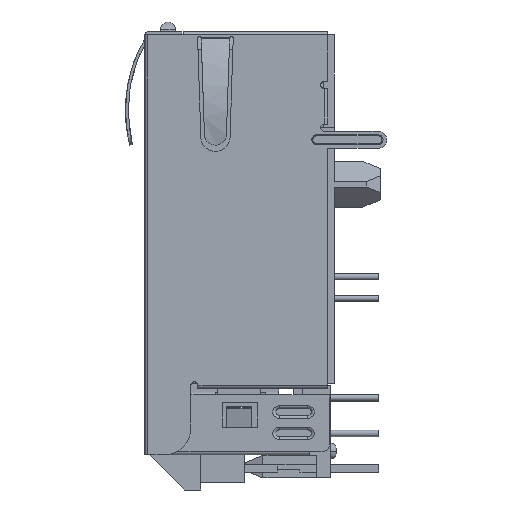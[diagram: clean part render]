
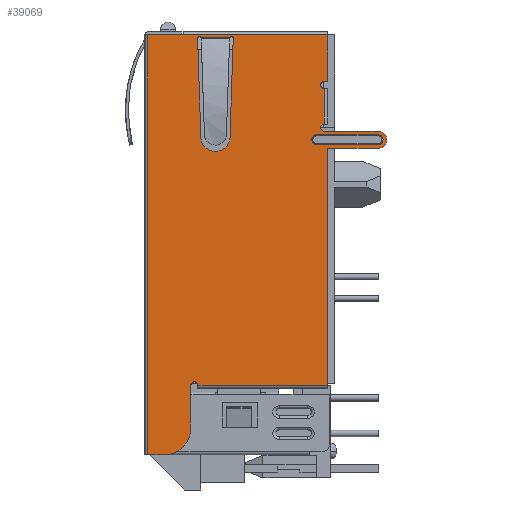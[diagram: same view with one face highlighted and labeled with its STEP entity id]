
A CAD part, left-side view. The second image highlights one B-rep face of the part: STEP entity #39069.
In plain terms, the highlighted planar face has unit normal (-1, 0, 0).
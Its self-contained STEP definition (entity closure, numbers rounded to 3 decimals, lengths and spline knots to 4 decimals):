
#1729=CIRCLE('',#42108,0.075);
#1733=CIRCLE('',#42115,0.01);
#1734=CIRCLE('',#42116,0.024);
#1735=CIRCLE('',#42117,0.01);
#1736=CIRCLE('',#42118,0.01);
#1737=CIRCLE('',#42119,0.014);
#1738=CIRCLE('',#42120,0.014);
#1739=CIRCLE('',#42121,0.005);
#1740=CIRCLE('',#42122,0.041);
#1741=CIRCLE('',#42123,0.005);
#9503=ORIENTED_EDGE('',*,*,#17086,.T.);
#9504=ORIENTED_EDGE('',*,*,#17087,.T.);
#9505=ORIENTED_EDGE('',*,*,#17088,.T.);
#9506=ORIENTED_EDGE('',*,*,#17089,.T.);
#9507=ORIENTED_EDGE('',*,*,#17090,.T.);
#9508=ORIENTED_EDGE('',*,*,#17091,.T.);
#9509=ORIENTED_EDGE('',*,*,#17092,.T.);
#9510=ORIENTED_EDGE('',*,*,#17093,.T.);
#9511=ORIENTED_EDGE('',*,*,#17094,.T.);
#9512=ORIENTED_EDGE('',*,*,#17095,.T.);
#9513=ORIENTED_EDGE('',*,*,#17096,.T.);
#9514=ORIENTED_EDGE('',*,*,#16982,.T.);
#9515=ORIENTED_EDGE('',*,*,#16980,.T.);
#9516=ORIENTED_EDGE('',*,*,#17097,.T.);
#9517=ORIENTED_EDGE('',*,*,#17084,.F.);
#9518=ORIENTED_EDGE('',*,*,#17074,.T.);
#9519=ORIENTED_EDGE('',*,*,#17072,.T.);
#9520=ORIENTED_EDGE('',*,*,#17098,.T.);
#9521=ORIENTED_EDGE('',*,*,#17099,.T.);
#9522=ORIENTED_EDGE('',*,*,#17100,.T.);
#9523=ORIENTED_EDGE('',*,*,#17101,.T.);
#9524=ORIENTED_EDGE('',*,*,#17102,.T.);
#9525=ORIENTED_EDGE('',*,*,#17103,.T.);
#9526=ORIENTED_EDGE('',*,*,#17104,.T.);
#9527=ORIENTED_EDGE('',*,*,#17105,.T.);
#9528=ORIENTED_EDGE('',*,*,#17106,.T.);
#9529=ORIENTED_EDGE('',*,*,#17107,.T.);
#16980=EDGE_CURVE('',#21366,#21365,#25445,.T.);
#16982=EDGE_CURVE('',#21367,#21366,#25446,.T.);
#17072=EDGE_CURVE('',#21428,#21427,#1729,.T.);
#17074=EDGE_CURVE('',#21429,#21428,#25509,.T.);
#17084=EDGE_CURVE('',#21429,#21438,#25516,.T.);
#17086=EDGE_CURVE('',#21427,#21439,#25518,.T.);
#17087=EDGE_CURVE('',#21439,#21440,#1733,.T.);
#17088=EDGE_CURVE('',#21440,#21441,#25519,.T.);
#17089=EDGE_CURVE('',#21441,#21442,#25520,.T.);
#17090=EDGE_CURVE('',#21442,#21443,#25521,.T.);
#17091=EDGE_CURVE('',#21443,#21444,#1734,.T.);
#17092=EDGE_CURVE('',#21444,#21445,#25522,.T.);
#17093=EDGE_CURVE('',#21445,#21446,#1735,.T.);
#17094=EDGE_CURVE('',#21446,#21447,#25523,.T.);
#17095=EDGE_CURVE('',#21447,#21448,#1736,.T.);
#17096=EDGE_CURVE('',#21448,#21367,#25524,.T.);
#17097=EDGE_CURVE('',#21365,#21438,#25525,.T.);
#17098=EDGE_CURVE('',#21449,#21450,#25526,.T.);
#17099=EDGE_CURVE('',#21450,#21451,#1737,.T.);
#17100=EDGE_CURVE('',#21451,#21452,#25527,.T.);
#17101=EDGE_CURVE('',#21452,#21449,#1738,.T.);
#17102=EDGE_CURVE('',#21453,#21454,#25528,.T.);
#17103=EDGE_CURVE('',#21454,#21455,#1739,.T.);
#17104=EDGE_CURVE('',#21455,#21456,#25529,.T.);
#17105=EDGE_CURVE('',#21456,#21457,#1740,.T.);
#17106=EDGE_CURVE('',#21457,#21458,#25530,.T.);
#17107=EDGE_CURVE('',#21458,#21453,#1741,.T.);
#21365=VERTEX_POINT('',#62164);
#21366=VERTEX_POINT('',#62168);
#21367=VERTEX_POINT('',#62172);
#21427=VERTEX_POINT('',#62449);
#21428=VERTEX_POINT('',#62451);
#21429=VERTEX_POINT('',#62455);
#21438=VERTEX_POINT('',#62475);
#21439=VERTEX_POINT('',#62479);
#21440=VERTEX_POINT('',#62481);
#21441=VERTEX_POINT('',#62483);
#21442=VERTEX_POINT('',#62485);
#21443=VERTEX_POINT('',#62487);
#21444=VERTEX_POINT('',#62489);
#21445=VERTEX_POINT('',#62491);
#21446=VERTEX_POINT('',#62493);
#21447=VERTEX_POINT('',#62495);
#21448=VERTEX_POINT('',#62497);
#21449=VERTEX_POINT('',#62501);
#21450=VERTEX_POINT('',#62502);
#21451=VERTEX_POINT('',#62504);
#21452=VERTEX_POINT('',#62506);
#21453=VERTEX_POINT('',#62509);
#21454=VERTEX_POINT('',#62510);
#21455=VERTEX_POINT('',#62512);
#21456=VERTEX_POINT('',#62514);
#21457=VERTEX_POINT('',#62516);
#21458=VERTEX_POINT('',#62518);
#25445=LINE('',#62167,#29766);
#25446=LINE('',#62171,#29767);
#25509=LINE('',#62454,#29830);
#25516=LINE('',#62474,#29837);
#25518=LINE('',#62478,#29839);
#25519=LINE('',#62482,#29840);
#25520=LINE('',#62484,#29841);
#25521=LINE('',#62486,#29842);
#25522=LINE('',#62490,#29843);
#25523=LINE('',#62494,#29844);
#25524=LINE('',#62498,#29845);
#25525=LINE('',#62499,#29846);
#25526=LINE('',#62500,#29847);
#25527=LINE('',#62505,#29848);
#25528=LINE('',#62508,#29849);
#25529=LINE('',#62513,#29850);
#25530=LINE('',#62517,#29851);
#29766=VECTOR('',#50385,39.3701);
#29767=VECTOR('',#50390,39.3701);
#29830=VECTOR('',#50561,39.3701);
#29837=VECTOR('',#50576,39.3701);
#29839=VECTOR('',#50580,39.3701);
#29840=VECTOR('',#50583,39.3701);
#29841=VECTOR('',#50584,39.3701);
#29842=VECTOR('',#50585,39.3701);
#29843=VECTOR('',#50588,39.3701);
#29844=VECTOR('',#50591,39.3701);
#29845=VECTOR('',#50594,39.3701);
#29846=VECTOR('',#50595,39.3701);
#29847=VECTOR('',#50596,39.3701);
#29848=VECTOR('',#50599,39.3701);
#29849=VECTOR('',#50602,39.3701);
#29850=VECTOR('',#50605,39.3701);
#29851=VECTOR('',#50608,39.3701);
#32982=EDGE_LOOP('',(#9503,#9504,#9505,#9506,#9507,#9508,#9509,#9510,#9511,
#9512,#9513,#9514,#9515,#9516,#9517,#9518,#9519));
#32983=EDGE_LOOP('',(#9520,#9521,#9522,#9523));
#32984=EDGE_LOOP('',(#9524,#9525,#9526,#9527,#9528,#9529));
#35390=FACE_BOUND('',#32982,.T.);
#35391=FACE_BOUND('',#32983,.T.);
#35392=FACE_BOUND('',#32984,.T.);
#37164=PLANE('',#42114);
#39069=ADVANCED_FACE('',(#35390,#35391,#35392),#37164,.F.);
#42108=AXIS2_PLACEMENT_3D('',#62450,#50556,#50557);
#42114=AXIS2_PLACEMENT_3D('',#62477,#50578,#50579);
#42115=AXIS2_PLACEMENT_3D('',#62480,#50581,#50582);
#42116=AXIS2_PLACEMENT_3D('',#62488,#50586,#50587);
#42117=AXIS2_PLACEMENT_3D('',#62492,#50589,#50590);
#42118=AXIS2_PLACEMENT_3D('',#62496,#50592,#50593);
#42119=AXIS2_PLACEMENT_3D('',#62503,#50597,#50598);
#42120=AXIS2_PLACEMENT_3D('',#62507,#50600,#50601);
#42121=AXIS2_PLACEMENT_3D('',#62511,#50603,#50604);
#42122=AXIS2_PLACEMENT_3D('',#62515,#50606,#50607);
#42123=AXIS2_PLACEMENT_3D('',#62519,#50609,#50610);
#50385=DIRECTION('',(0.,1.,0.));
#50390=DIRECTION('',(0.,0.,1.));
#50556=DIRECTION('',(-1.,0.,0.));
#50557=DIRECTION('',(0.,0.,-1.));
#50561=DIRECTION('',(0.,-1.,0.));
#50576=DIRECTION('',(0.,0.,1.));
#50578=DIRECTION('',(1.,0.,0.));
#50579=DIRECTION('',(0.,1.,0.));
#50580=DIRECTION('',(0.,0.,1.));
#50581=DIRECTION('',(1.,0.,0.));
#50582=DIRECTION('',(0.,0.,-1.));
#50583=DIRECTION('',(0.,-1.,0.));
#50584=DIRECTION('',(0.,0.,1.));
#50585=DIRECTION('',(0.,-1.,0.));
#50586=DIRECTION('',(-1.,0.,0.));
#50587=DIRECTION('',(0.,0.,-1.));
#50588=DIRECTION('',(0.,1.,0.));
#50589=DIRECTION('',(1.,0.,0.));
#50590=DIRECTION('',(0.,0.,-1.));
#50591=DIRECTION('',(0.,0.,1.));
#50592=DIRECTION('',(1.,0.,0.));
#50593=DIRECTION('',(0.,0.,-1.));
#50594=DIRECTION('',(0.,-1.,0.));
#50595=DIRECTION('',(0.,1.,0.));
#50596=DIRECTION('',(0.,1.,0.));
#50597=DIRECTION('',(1.,0.,0.));
#50598=DIRECTION('',(0.,0.,-1.));
#50599=DIRECTION('',(0.,-1.,0.));
#50600=DIRECTION('',(1.,0.,0.));
#50601=DIRECTION('',(0.,0.,-1.));
#50602=DIRECTION('',(0.,-1.,0.));
#50603=DIRECTION('',(1.,0.,0.));
#50604=DIRECTION('',(0.,0.,-1.));
#50605=DIRECTION('',(0.,0.032,-0.999));
#50606=DIRECTION('',(1.,0.,0.));
#50607=DIRECTION('',(0.,0.,-1.));
#50608=DIRECTION('',(0.,0.032,0.999));
#50609=DIRECTION('',(1.,0.,0.));
#50610=DIRECTION('',(0.,0.,-1.));
#62164=CARTESIAN_POINT('',(-0.319,0.385,-0.0002));
#62167=CARTESIAN_POINT('',(-0.319,-0.021,0.));
#62168=CARTESIAN_POINT('',(-0.319,-0.021,0.));
#62171=CARTESIAN_POINT('',(-0.319,-0.021,-0.59));
#62172=CARTESIAN_POINT('',(-0.319,-0.021,-0.131));
#62449=CARTESIAN_POINT('',(-0.319,0.364,-1.105));
#62450=CARTESIAN_POINT('',(-0.319,0.439,-1.105));
#62451=CARTESIAN_POINT('',(-0.319,0.439,-1.18));
#62454=CARTESIAN_POINT('',(-0.319,0.485,-1.18));
#62455=CARTESIAN_POINT('',(-0.319,0.485,-1.18));
#62474=CARTESIAN_POINT('',(-0.319,0.485,-1.18));
#62475=CARTESIAN_POINT('',(-0.319,0.485,-0.0004));
#62477=CARTESIAN_POINT('',(-0.319,0.1495,-0.59));
#62478=CARTESIAN_POINT('',(-0.319,0.364,-0.59));
#62479=CARTESIAN_POINT('',(-0.319,0.364,-0.985));
#62480=CARTESIAN_POINT('',(-0.319,0.354,-0.985));
#62481=CARTESIAN_POINT('',(-0.319,0.344,-0.985));
#62482=CARTESIAN_POINT('',(-0.319,0.344,-0.985));
#62483=CARTESIAN_POINT('',(-0.319,-0.021,-0.985));
#62484=CARTESIAN_POINT('',(-0.319,-0.021,-0.59));
#62485=CARTESIAN_POINT('',(-0.319,-0.021,-0.319));
#62486=CARTESIAN_POINT('',(-0.319,0.1495,-0.319));
#62487=CARTESIAN_POINT('',(-0.319,-0.162,-0.319));
#62488=CARTESIAN_POINT('',(-0.319,-0.162,-0.295));
#62489=CARTESIAN_POINT('',(-0.319,-0.162,-0.271));
#62490=CARTESIAN_POINT('',(-0.319,0.1495,-0.271));
#62491=CARTESIAN_POINT('',(-0.319,-0.011,-0.271));
#62492=CARTESIAN_POINT('',(-0.319,-0.011,-0.261));
#62493=CARTESIAN_POINT('',(-0.319,-0.011,-0.251));
#62494=CARTESIAN_POINT('',(-0.319,-0.011,-0.251));
#62495=CARTESIAN_POINT('',(-0.319,-0.011,-0.151));
#62496=CARTESIAN_POINT('',(-0.319,-0.011,-0.141));
#62497=CARTESIAN_POINT('',(-0.319,-0.011,-0.131));
#62498=CARTESIAN_POINT('',(-0.319,0.1495,-0.131));
#62499=CARTESIAN_POINT('',(-0.319,0.435,-0.0004));
#62500=CARTESIAN_POINT('',(-0.319,0.1495,-0.309));
#62501=CARTESIAN_POINT('',(-0.319,-0.162,-0.309));
#62502=CARTESIAN_POINT('',(-0.319,0.01,-0.309));
#62503=CARTESIAN_POINT('',(-0.319,0.01,-0.295));
#62504=CARTESIAN_POINT('',(-0.319,0.01,-0.281));
#62505=CARTESIAN_POINT('',(-0.319,0.1495,-0.281));
#62506=CARTESIAN_POINT('',(-0.319,-0.162,-0.281));
#62507=CARTESIAN_POINT('',(-0.319,-0.162,-0.295));
#62508=CARTESIAN_POINT('',(-0.319,0.3354,-0.0081));
#62509=CARTESIAN_POINT('',(-0.319,0.3354,-0.0081));
#62510=CARTESIAN_POINT('',(-0.319,0.2546,-0.0081));
#62511=CARTESIAN_POINT('',(-0.319,0.25,-0.01));
#62512=CARTESIAN_POINT('',(-0.319,0.245,-0.0102));
#62513=CARTESIAN_POINT('',(-0.319,0.2637,-0.5863));
#62514=CARTESIAN_POINT('',(-0.319,0.254,-0.2882));
#62515=CARTESIAN_POINT('',(-0.319,0.295,-0.2869));
#62516=CARTESIAN_POINT('',(-0.319,0.336,-0.2882));
#62517=CARTESIAN_POINT('',(-0.319,0.326,-0.5957));
#62518=CARTESIAN_POINT('',(-0.319,0.345,-0.0102));
#62519=CARTESIAN_POINT('',(-0.319,0.34,-0.01));
